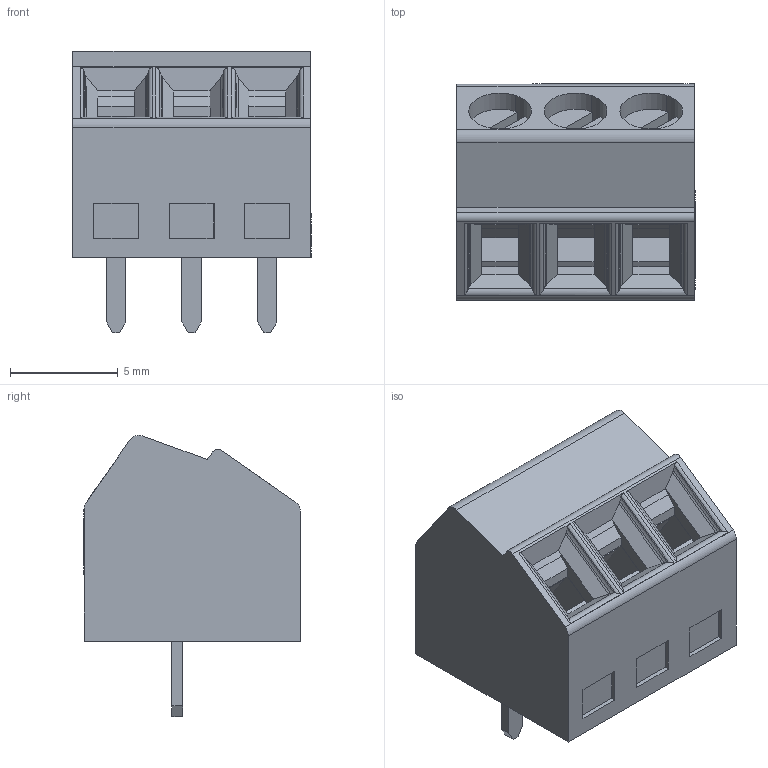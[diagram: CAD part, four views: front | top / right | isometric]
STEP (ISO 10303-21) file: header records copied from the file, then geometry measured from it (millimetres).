
FILE_DESCRIPTION(('STEP AP242'),'1');
FILE_NAME('1751109.stp','2024-04-04T13:00:24',('TraceParts'),('TraceParts S.A.'),'Spatial InterOp 3D',' ',' ');
FILE_SCHEMA(('AP242_MANAGED_MODEL_BASED_3D_ENGINEERING_MIM_LF {1 0 10303 442 1 1 4}'));
Length unit declared in the file: millimetre
Products named in the file (1): 1751109_1
Bounding box: 11.03 x 10.03 x 13.03 mm (x, y, z)
Volume: 773 mm3; surface area: 1492.4 mm2
Topology: 10 solids, 10 shells, 603 faces, 1641 edges, 1086 vertices
Faces by surface type: plane 497, cylinder 87, extrusion 19
Entity records: 25161 total; most frequent: CARTESIAN_POINT 4255, ORIENTED_EDGE 3282, DIRECTION 2960, EDGE_CURVE 1641, VECTOR 1412, LINE 1393, VERTEX_POINT 1086, AXIS2_PLACEMENT_3D 774
